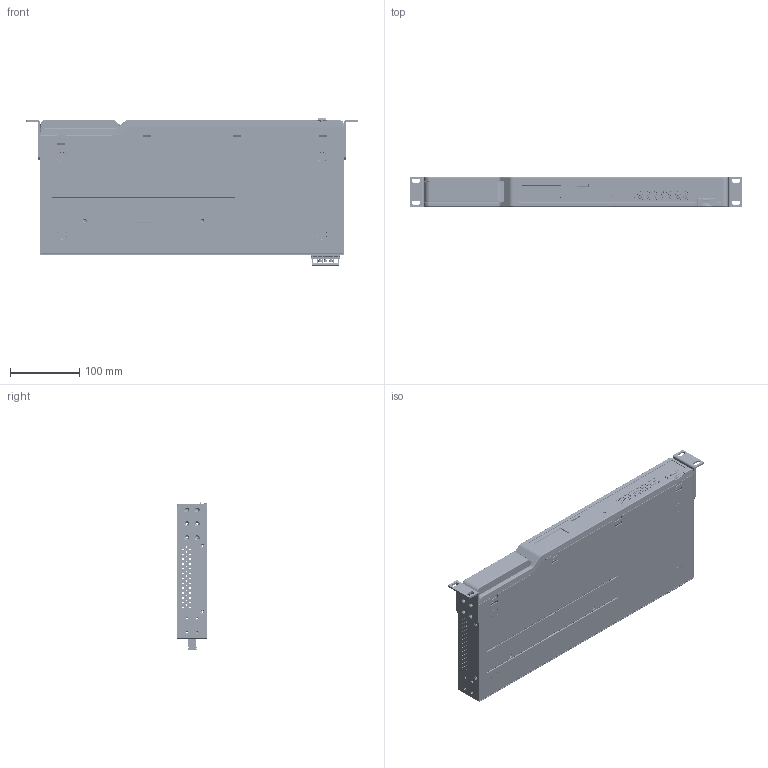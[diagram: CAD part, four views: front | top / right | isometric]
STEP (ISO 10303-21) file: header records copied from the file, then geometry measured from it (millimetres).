
FILE_DESCRIPTION((''),'2;1');
FILE_NAME('NPORT6650-8-HV','2014-12-04T',('Sam_Liu'),(''),'PRO/ENGINEER BY PARAMETRIC TECHNOLOGY CORPORATION, 2013230','PRO/ENGINEER BY PARAMETRIC TECHNOLOGY CORPORATION, 2013230','');
FILE_SCHEMA(('CONFIG_CONTROL_DESIGN'));
Products named in the file (1): NPORT6650-8-HV
Bounding box: 480 x 44 x 212.8 mm (x, y, z)
Volume: 506401.8 mm3; surface area: 736454.6 mm2
Topology: 13 solids, 26 shells, 5585 faces, 14558 edges, 9317 vertices
Faces by surface type: plane 3287, cylinder 1675, cone 238, sphere 202, torus 112, bspline 57, extrusion 14
Entity records: 174729 total; most frequent: CARTESIAN_POINT 34808, DIRECTION 29034, ORIENTED_EDGE 28712, EDGE_CURVE 14356, AXIS2_PLACEMENT_3D 9700, VECTOR 9634, LINE 9620, VERTEX_POINT 9317
